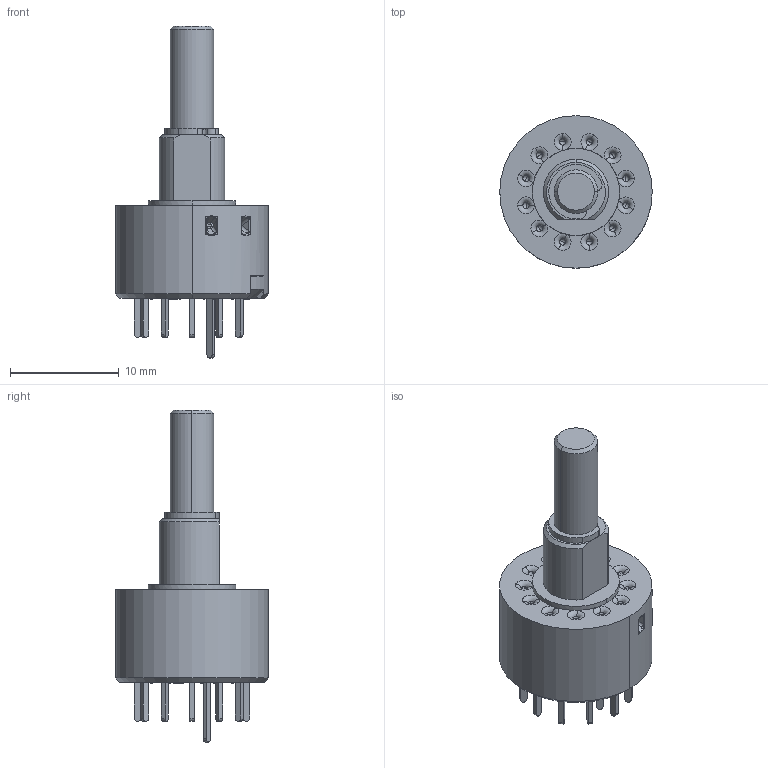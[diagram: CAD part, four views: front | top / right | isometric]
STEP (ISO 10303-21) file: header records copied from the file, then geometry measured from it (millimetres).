
FILE_DESCRIPTION (( 'STEP AP214' ), '1' );
FILE_NAME ('11ﾏ1ﾍ 13.step', '2024-10-16T03:42:17', ( '' ), ( '' ), 'SwSTEP 2.0', 'SolidWorks 2018', '' );
FILE_SCHEMA (( 'AUTOMOTIVE_DESIGN' ));
Length unit declared in the file: millimetre
Products named in the file (1): 11ﾏ1ﾍ 13
Bounding box: 14 x 14 x 30.48 mm (x, y, z)
Surface area: 1366.4 mm2 (no closed solid volume)
Topology: 0 solids, 20 shells, 348 faces, 1188 edges, 819 vertices
Faces by surface type: plane 140, cylinder 96, torus 39, bspline 31, sphere 24, cone 18
Entity records: 17603 total; most frequent: CARTESIAN_POINT 3855, DIRECTION 2080, ORIENTED_EDGE 1950, EDGE_CURVE 1180, VERTEX_POINT 819, AXIS2_PLACEMENT_3D 742, LINE 596, VECTOR 596
